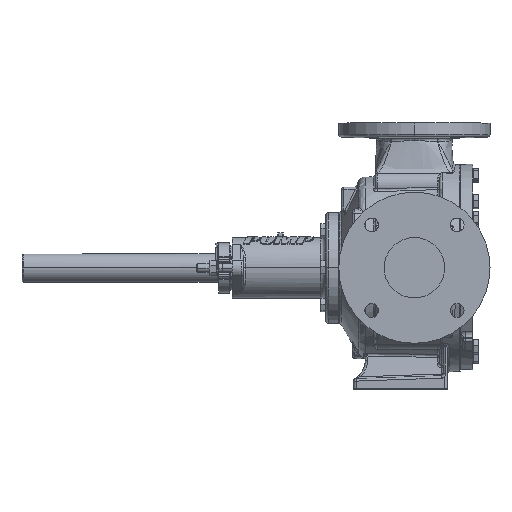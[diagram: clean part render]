
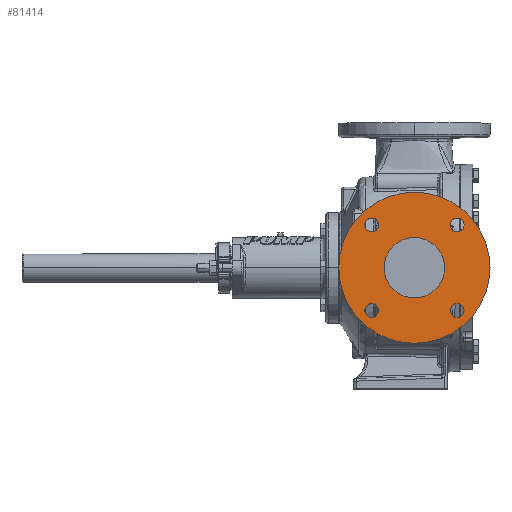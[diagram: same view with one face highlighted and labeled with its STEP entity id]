
A CAD part, top view. The second image highlights one B-rep face of the part: STEP entity #81414.
In plain terms, the highlighted planar face has unit normal (0, 0, 1).
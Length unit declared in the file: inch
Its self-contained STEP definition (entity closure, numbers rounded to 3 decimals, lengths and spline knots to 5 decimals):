
#882 = CIRCLE ( 'NONE', #54924, 3.75 ) ;
#1715 = AXIS2_PLACEMENT_3D ( 'NONE', #4168, #56738, #11708 ) ;
#2024 = FACE_BOUND ( 'NONE', #40793, .T. ) ;
#2165 = AXIS2_PLACEMENT_3D ( 'NONE', #14313, #50801, #8404 ) ;
#2991 = DIRECTION ( 'NONE',  ( 1., 0., 0. ) ) ;
#3235 = DIRECTION ( 'NONE',  ( 1., 0., 0. ) ) ;
#3836 = DIRECTION ( 'NONE',  ( 1., 0., 0. ) ) ;
#3867 = ORIENTED_EDGE ( 'NONE', *, *, #4332, .T. ) ;
#4168 = CARTESIAN_POINT ( 'NONE',  ( -2.25, 0., 7.19 ) ) ;
#4332 = EDGE_CURVE ( 'NONE', #28936, #55610, #7057, .T. ) ;
#5482 = CIRCLE ( 'NONE', #33731, 0.34375 ) ;
#7047 = EDGE_CURVE ( 'NONE', #23693, #36398, #49748, .T. ) ;
#7057 = CIRCLE ( 'NONE', #2165, 1.5 ) ;
#7637 = ORIENTED_EDGE ( 'NONE', *, *, #7047, .F. ) ;
#8404 = DIRECTION ( 'NONE',  ( 1., 0., 0. ) ) ;
#8462 = AXIS2_PLACEMENT_3D ( 'NONE', #92920, #47977, #2991 ) ;
#10192 = DIRECTION ( 'NONE',  ( 0., 0., 1. ) ) ;
#11708 = DIRECTION ( 'NONE',  ( 1., 0., 0. ) ) ;
#13878 = EDGE_LOOP ( 'NONE', ( #22348, #69233 ) ) ;
#14313 = CARTESIAN_POINT ( 'NONE',  ( -2.25, 0., 7.19 ) ) ;
#14923 = VERTEX_POINT ( 'NONE', #80060 ) ;
#16342 = EDGE_CURVE ( 'NONE', #31849, #24159, #62842, .T. ) ;
#16809 = DIRECTION ( 'NONE',  ( 0., 0., 1. ) ) ;
#16816 = CARTESIAN_POINT ( 'NONE',  ( -2.25, 0., 7.19 ) ) ;
#18576 = CARTESIAN_POINT ( 'NONE',  ( -0.12868, -2.12132, 7.19 ) ) ;
#19589 = DIRECTION ( 'NONE',  ( 0., 0., 1. ) ) ;
#20445 = CARTESIAN_POINT ( 'NONE',  ( -0.12868, -2.12132, 7.19 ) ) ;
#20915 = ORIENTED_EDGE ( 'NONE', *, *, #57734, .F. ) ;
#21217 = CIRCLE ( 'NONE', #57091, 0.34375 ) ;
#21289 = CIRCLE ( 'NONE', #91450, 0.34375 ) ;
#21532 = CIRCLE ( 'NONE', #66334, 0.34375 ) ;
#22348 = ORIENTED_EDGE ( 'NONE', *, *, #70930, .F. ) ;
#23693 = VERTEX_POINT ( 'NONE', #65741 ) ;
#24159 = VERTEX_POINT ( 'NONE', #80409 ) ;
#24378 = DIRECTION ( 'NONE',  ( 1., 0., 0. ) ) ;
#25016 = EDGE_LOOP ( 'NONE', ( #71443, #34604 ) ) ;
#26223 = DIRECTION ( 'NONE',  ( 1., 0., 0. ) ) ;
#26699 = EDGE_CURVE ( 'NONE', #49306, #90232, #882, .T. ) ;
#26926 = CARTESIAN_POINT ( 'NONE',  ( -0.12868, 2.12132, 7.19 ) ) ;
#27649 = CARTESIAN_POINT ( 'NONE',  ( -4.37132, 2.12132, 7.19 ) ) ;
#28101 = DIRECTION ( 'NONE',  ( 1., 0., 0. ) ) ;
#28936 = VERTEX_POINT ( 'NONE', #57328 ) ;
#31849 = VERTEX_POINT ( 'NONE', #69832 ) ;
#32763 = ORIENTED_EDGE ( 'NONE', *, *, #77936, .T. ) ;
#32920 = AXIS2_PLACEMENT_3D ( 'NONE', #26926, #79456, #34431 ) ;
#33731 = AXIS2_PLACEMENT_3D ( 'NONE', #27649, #80158, #35145 ) ;
#34431 = DIRECTION ( 'NONE',  ( 1., 0., 0. ) ) ;
#34604 = ORIENTED_EDGE ( 'NONE', *, *, #81528, .F. ) ;
#35145 = DIRECTION ( 'NONE',  ( 1., 0., 0. ) ) ;
#36398 = VERTEX_POINT ( 'NONE', #55710 ) ;
#37143 = FACE_OUTER_BOUND ( 'NONE', #73806, .T. ) ;
#39706 = AXIS2_PLACEMENT_3D ( 'NONE', #93161, #48220, #3235 ) ;
#40793 = EDGE_LOOP ( 'NONE', ( #7637, #92686 ) ) ;
#43541 = VERTEX_POINT ( 'NONE', #66099 ) ;
#44713 = FACE_BOUND ( 'NONE', #13878, .T. ) ;
#45127 = FACE_BOUND ( 'NONE', #25016, .T. ) ;
#46919 = CARTESIAN_POINT ( 'NONE',  ( -4.71507, 2.12132, 7.19 ) ) ;
#46981 = EDGE_CURVE ( 'NONE', #36398, #23693, #78335, .T. ) ;
#47977 = DIRECTION ( 'NONE',  ( 0., 0., 1. ) ) ;
#48220 = DIRECTION ( 'NONE',  ( 0., 0., -1. ) ) ;
#48808 = DIRECTION ( 'NONE',  ( 0., 0., 1. ) ) ;
#49306 = VERTEX_POINT ( 'NONE', #71216 ) ;
#49748 = CIRCLE ( 'NONE', #32920, 0.34375 ) ;
#50582 = ORIENTED_EDGE ( 'NONE', *, *, #67993, .F. ) ;
#50801 = DIRECTION ( 'NONE',  ( 0., 0., -1. ) ) ;
#51793 = CIRCLE ( 'NONE', #71789, 0.34375 ) ;
#54924 = AXIS2_PLACEMENT_3D ( 'NONE', #16816, #69389, #24378 ) ;
#55213 = CARTESIAN_POINT ( 'NONE',  ( -4.37132, -2.12132, 7.19 ) ) ;
#55610 = VERTEX_POINT ( 'NONE', #92679 ) ;
#55710 = CARTESIAN_POINT ( 'NONE',  ( -0.47243, 2.12132, 7.19 ) ) ;
#56738 = DIRECTION ( 'NONE',  ( 0., 0., 1. ) ) ;
#57091 = AXIS2_PLACEMENT_3D ( 'NONE', #20445, #73056, #28101 ) ;
#57328 = CARTESIAN_POINT ( 'NONE',  ( -2.25, 1.5, 7.19 ) ) ;
#57506 = VERTEX_POINT ( 'NONE', #88591 ) ;
#57734 = EDGE_CURVE ( 'NONE', #57506, #14923, #21532, .T. ) ;
#59563 = FACE_BOUND ( 'NONE', #70556, .T. ) ;
#60000 = CIRCLE ( 'NONE', #8462, 3.75 ) ;
#61880 = CARTESIAN_POINT ( 'NONE',  ( -4.37132, 2.12132, 7.19 ) ) ;
#62772 = DIRECTION ( 'NONE',  ( 1., 0., 0. ) ) ;
#62842 = CIRCLE ( 'NONE', #72884, 0.34375 ) ;
#64711 = CARTESIAN_POINT ( 'NONE',  ( -0.12868, 2.12132, 7.19 ) ) ;
#65741 = CARTESIAN_POINT ( 'NONE',  ( 0.21507, 2.12132, 7.19 ) ) ;
#66099 = CARTESIAN_POINT ( 'NONE',  ( -4.02757, 2.12132, 7.19 ) ) ;
#66212 = ORIENTED_EDGE ( 'NONE', *, *, #26699, .T. ) ;
#66334 = AXIS2_PLACEMENT_3D ( 'NONE', #55213, #10192, #62772 ) ;
#67993 = EDGE_CURVE ( 'NONE', #14923, #57506, #51793, .T. ) ;
#69233 = ORIENTED_EDGE ( 'NONE', *, *, #97230, .F. ) ;
#69385 = DIRECTION ( 'NONE',  ( 1., 0., 0. ) ) ;
#69389 = DIRECTION ( 'NONE',  ( 0., 0., 1. ) ) ;
#69611 = EDGE_LOOP ( 'NONE', ( #50582, #20915 ) ) ;
#69832 = CARTESIAN_POINT ( 'NONE',  ( 0.21507, -2.12132, 7.19 ) ) ;
#70556 = EDGE_LOOP ( 'NONE', ( #32763, #3867 ) ) ;
#70930 = EDGE_CURVE ( 'NONE', #43541, #82772, #21289, .T. ) ;
#71189 = DIRECTION ( 'NONE',  ( 0., 0., 1. ) ) ;
#71216 = CARTESIAN_POINT ( 'NONE',  ( -2.25, 3.75, 7.19 ) ) ;
#71434 = ORIENTED_EDGE ( 'NONE', *, *, #71522, .T. ) ;
#71443 = ORIENTED_EDGE ( 'NONE', *, *, #16342, .F. ) ;
#71522 = EDGE_CURVE ( 'NONE', #90232, #49306, #60000, .T. ) ;
#71789 = AXIS2_PLACEMENT_3D ( 'NONE', #93758, #48808, #3836 ) ;
#72194 = DIRECTION ( 'NONE',  ( 1., 0., 0. ) ) ;
#72884 = AXIS2_PLACEMENT_3D ( 'NONE', #18576, #71189, #26223 ) ;
#73056 = DIRECTION ( 'NONE',  ( 0., 0., 1. ) ) ;
#73303 = FACE_BOUND ( 'NONE', #69611, .T. ) ;
#73806 = EDGE_LOOP ( 'NONE', ( #71434, #66212 ) ) ;
#77936 = EDGE_CURVE ( 'NONE', #55610, #28936, #97266, .T. ) ;
#78335 = CIRCLE ( 'NONE', #81378, 0.34375 ) ;
#79456 = DIRECTION ( 'NONE',  ( 0., 0., 1. ) ) ;
#80060 = CARTESIAN_POINT ( 'NONE',  ( -4.02757, -2.12132, 7.19 ) ) ;
#80158 = DIRECTION ( 'NONE',  ( 0., 0., 1. ) ) ;
#80409 = CARTESIAN_POINT ( 'NONE',  ( -0.47243, -2.12132, 7.19 ) ) ;
#81378 = AXIS2_PLACEMENT_3D ( 'NONE', #64711, #19589, #72194 ) ;
#81414 = ADVANCED_FACE ( 'NONE', ( #59563, #37143, #44713, #73303, #45127, #2024 ), #93775, .T. ) ;
#81444 = CARTESIAN_POINT ( 'NONE',  ( -2.25, -3.75, 7.19 ) ) ;
#81528 = EDGE_CURVE ( 'NONE', #24159, #31849, #21217, .T. ) ;
#82772 = VERTEX_POINT ( 'NONE', #46919 ) ;
#88591 = CARTESIAN_POINT ( 'NONE',  ( -4.71507, -2.12132, 7.19 ) ) ;
#90232 = VERTEX_POINT ( 'NONE', #81444 ) ;
#91450 = AXIS2_PLACEMENT_3D ( 'NONE', #61880, #16809, #69385 ) ;
#92679 = CARTESIAN_POINT ( 'NONE',  ( -2.25, -1.5, 7.19 ) ) ;
#92686 = ORIENTED_EDGE ( 'NONE', *, *, #46981, .F. ) ;
#92920 = CARTESIAN_POINT ( 'NONE',  ( -2.25, 0., 7.19 ) ) ;
#93161 = CARTESIAN_POINT ( 'NONE',  ( -2.25, 0., 7.19 ) ) ;
#93758 = CARTESIAN_POINT ( 'NONE',  ( -4.37132, -2.12132, 7.19 ) ) ;
#93775 = PLANE ( 'NONE',  #1715 ) ;
#97230 = EDGE_CURVE ( 'NONE', #82772, #43541, #5482, .T. ) ;
#97266 = CIRCLE ( 'NONE', #39706, 1.5 ) ;
